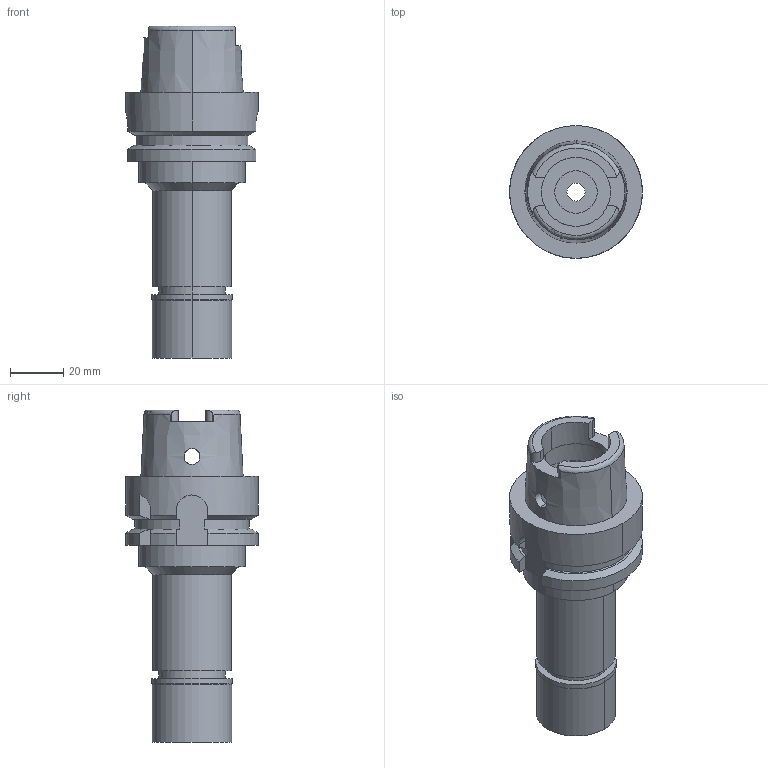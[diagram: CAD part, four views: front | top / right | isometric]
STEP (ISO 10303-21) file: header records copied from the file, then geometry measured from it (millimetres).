
FILE_DESCRIPTION((''),'2;1');
FILE_NAME('HA50MN10100-100_ASM','2018-03-02T',('ykawabe'),(''),'CREO PARAMETRIC BY PTC INC, 2016380','CREO PARAMETRIC BY PTC INC, 2016380','');
FILE_SCHEMA(('AUTOMOTIVE_DESIGN { 1 0 10303 214 1 1 1 1 }'));
Length unit declared in the file: millimetre
Products named in the file (5): HSK-A50-MEGA10N-100_1; NBC10-10_1; MGN10_1; DXF_TEMP_ASSY_ASM_4_ASM; HA50MN10100-100_ASM
Assembly tree (4 placements, depth 3):
  HA50MN10100-100_ASM
    DXF_TEMP_ASSY_ASM_4_ASM
      HSK-A50-MEGA10N-100_1
      NBC10-10_1
      MGN10_1
Bounding box: 50 x 50 x 125 mm (x, y, z)
Volume: 97652.3 mm3; surface area: 30347.7 mm2
Topology: 3 solids, 3 shells, 142 faces, 365 edges, 243 vertices
Faces by surface type: cylinder 63, plane 53, cone 22, torus 4
Entity records: 6573 total; most frequent: CARTESIAN_POINT 1074, DIRECTION 828, ORIENTED_EDGE 730, PRESENTATION_STYLE_ASSIGNMENT 373, STYLED_ITEM 373, CURVE_STYLE 370, EDGE_CURVE 365, AXIS2_PLACEMENT_3D 338
